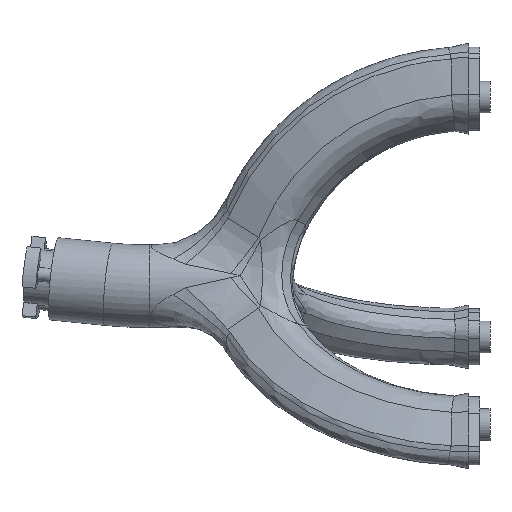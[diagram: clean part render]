
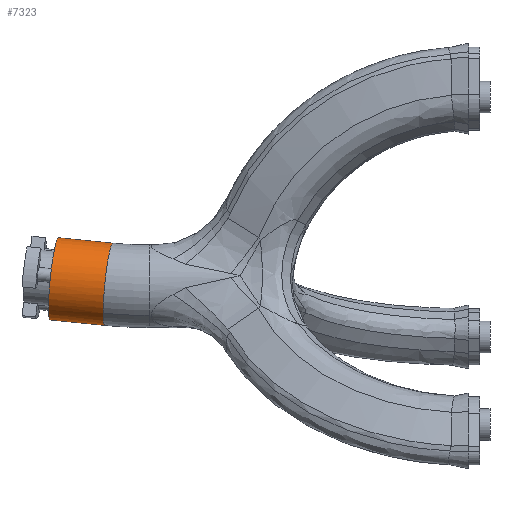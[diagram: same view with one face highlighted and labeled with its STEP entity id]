
A CAD part, left-side view. The second image highlights one B-rep face of the part: STEP entity #7323.
In plain terms, the highlighted cylindrical face has radius 6 mm (diameter 12 mm), a partial arc.
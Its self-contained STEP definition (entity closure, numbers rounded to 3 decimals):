
#319 = DIRECTION ( 'NONE',  ( 0., -0.099, 0.995 ) ) ;
#453 = CARTESIAN_POINT ( 'NONE',  ( 16.289, 52.924, 10.318 ) ) ;
#513 = CARTESIAN_POINT ( 'NONE',  ( 16.289, 52.331, 16.289 ) ) ;
#518 = LINE ( 'NONE', #453, #1351 ) ;
#755 = DIRECTION ( 'NONE',  ( -0.005, -0.098, 0.995 ) ) ;
#1174 = LINE ( 'NONE', #7803, #5581 ) ;
#1323 = DIRECTION ( 'NONE',  ( 0.098, 0.99, 0.098 ) ) ;
#1351 = VECTOR ( 'NONE', #6008, 1000. ) ;
#1543 = CIRCLE ( 'NONE', #3082, 6. ) ;
#1674 = EDGE_CURVE ( 'NONE', #6098, #2973, #1708, .T. ) ;
#1708 = CIRCLE ( 'NONE', #11518, 6. ) ;
#1840 = CIRCLE ( 'NONE', #11660, 6. ) ;
#2109 = FACE_OUTER_BOUND ( 'NONE', #4930, .T. ) ;
#2462 = DIRECTION ( 'NONE',  ( -0.005, -0.098, 0.995 ) ) ;
#2973 = VERTEX_POINT ( 'NONE', #4850 ) ;
#3082 = AXIS2_PLACEMENT_3D ( 'NONE', #513, #8999, #755 ) ;
#3697 = CARTESIAN_POINT ( 'NONE',  ( 17.076, 60.846, 11.106 ) ) ;
#4111 = CARTESIAN_POINT ( 'NONE',  ( 16.289, 52.331, 16.289 ) ) ;
#4850 = CARTESIAN_POINT ( 'NONE',  ( 12.088, 53.166, 12.088 ) ) ;
#4930 = EDGE_LOOP ( 'NONE', ( #5697, #6314, #5123, #11236, #6719 ) ) ;
#5123 = ORIENTED_EDGE ( 'NONE', *, *, #11679, .T. ) ;
#5293 = VERTEX_POINT ( 'NONE', #7533 ) ;
#5581 = VECTOR ( 'NONE', #8700, 1000. ) ;
#5697 = ORIENTED_EDGE ( 'NONE', *, *, #8599, .F. ) ;
#5787 = CYLINDRICAL_SURFACE ( 'NONE', #11211, 6. ) ;
#5808 = DIRECTION ( 'NONE',  ( 0.098, 0.99, 0.098 ) ) ;
#6008 = DIRECTION ( 'NONE',  ( 0.098, 0.99, 0.098 ) ) ;
#6098 = VERTEX_POINT ( 'NONE', #7053 ) ;
#6314 = ORIENTED_EDGE ( 'NONE', *, *, #1674, .T. ) ;
#6719 = ORIENTED_EDGE ( 'NONE', *, *, #9255, .F. ) ;
#7053 = CARTESIAN_POINT ( 'NONE',  ( 16.289, 52.924, 10.318 ) ) ;
#7323 = ADVANCED_FACE ( 'NONE', ( #2109 ), #5787, .T. ) ;
#7533 = CARTESIAN_POINT ( 'NONE',  ( 16.289, 51.737, 22.26 ) ) ;
#7770 = DIRECTION ( 'NONE',  ( 0., -0.099, 0.995 ) ) ;
#7803 = CARTESIAN_POINT ( 'NONE',  ( 16.289, 51.737, 22.26 ) ) ;
#8119 = CARTESIAN_POINT ( 'NONE',  ( 16.289, 52.331, 16.289 ) ) ;
#8569 = CARTESIAN_POINT ( 'NONE',  ( 17.076, 60.253, 17.076 ) ) ;
#8599 = EDGE_CURVE ( 'NONE', #6098, #10412, #518, .T. ) ;
#8700 = DIRECTION ( 'NONE',  ( 0.098, 0.99, 0.098 ) ) ;
#8999 = DIRECTION ( 'NONE',  ( 0.098, 0.99, 0.098 ) ) ;
#9255 = EDGE_CURVE ( 'NONE', #10412, #10106, #1840, .T. ) ;
#9494 = CARTESIAN_POINT ( 'NONE',  ( 17.076, 59.659, 23.047 ) ) ;
#10106 = VERTEX_POINT ( 'NONE', #9494 ) ;
#10412 = VERTEX_POINT ( 'NONE', #3697 ) ;
#10826 = DIRECTION ( 'NONE',  ( 0.098, 0.99, 0.098 ) ) ;
#11211 = AXIS2_PLACEMENT_3D ( 'NONE', #4111, #1323, #7770 ) ;
#11236 = ORIENTED_EDGE ( 'NONE', *, *, #11485, .T. ) ;
#11485 = EDGE_CURVE ( 'NONE', #5293, #10106, #1174, .T. ) ;
#11518 = AXIS2_PLACEMENT_3D ( 'NONE', #8119, #10826, #2462 ) ;
#11660 = AXIS2_PLACEMENT_3D ( 'NONE', #8569, #5808, #319 ) ;
#11679 = EDGE_CURVE ( 'NONE', #2973, #5293, #1543, .T. ) ;
